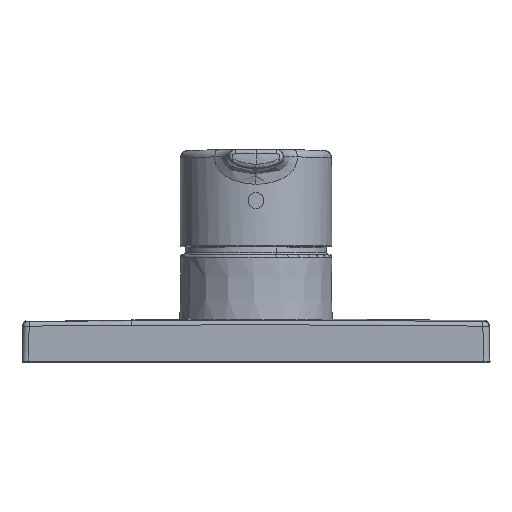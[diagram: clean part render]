
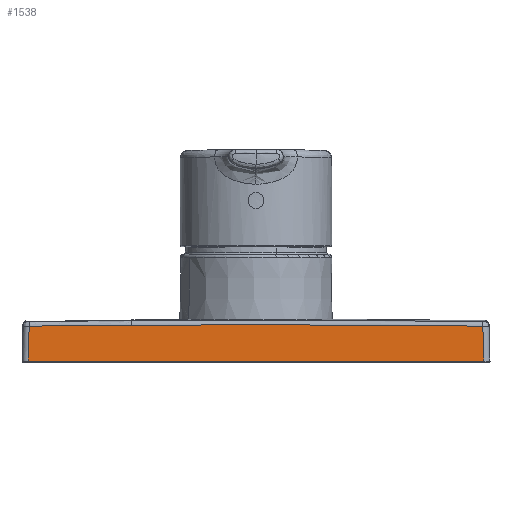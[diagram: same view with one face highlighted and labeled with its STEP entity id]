
A CAD part, front view. The second image highlights one B-rep face of the part: STEP entity #1538.
In plain terms, the highlighted planar face has unit normal (0, -1, 0.026).
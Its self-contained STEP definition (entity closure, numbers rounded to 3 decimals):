
#57 = VERTEX_POINT ( 'NONE', #4468 ) ;
#91 = CARTESIAN_POINT ( 'NONE',  ( 388.833, 449.081, 784.05 ) ) ;
#109 = DIRECTION ( 'NONE',  ( -1., 0., 0. ) ) ;
#532 = AXIS2_PLACEMENT_3D ( 'NONE', #3452, #3711, #109 ) ;
#667 = EDGE_CURVE ( 'NONE', #57, #928, #3771, .T. ) ;
#699 = CARTESIAN_POINT ( 'NONE',  ( 461.673, 449.227, 789.648 ) ) ;
#928 = VERTEX_POINT ( 'NONE', #7699 ) ;
#1174 = VECTOR ( 'NONE', #4778, 1000. ) ;
#1203 = VERTEX_POINT ( 'NONE', #7444 ) ;
#1538 = ADVANCED_FACE ( 'NONE', ( #5022 ), #4904, .T. ) ;
#1571 = ORIENTED_EDGE ( 'NONE', *, *, #5031, .F. ) ;
#1664 = VECTOR ( 'NONE', #4407, 1000. ) ;
#1763 = DIRECTION ( 'NONE',  ( 0., 1., -0.026 ) ) ;
#2375 = VERTEX_POINT ( 'NONE', #7991 ) ;
#2807 = CIRCLE ( 'NONE', #7272, 6394.014 ) ;
#3178 = DIRECTION ( 'NONE',  ( 0., 1., -0.026 ) ) ;
#3447 = ORIENTED_EDGE ( 'NONE', *, *, #4822, .F. ) ;
#3452 = CARTESIAN_POINT ( 'NONE',  ( 388.833, 449.067, 783.537 ) ) ;
#3711 = DIRECTION ( 'NONE',  ( 0., -1., 0.026 ) ) ;
#3771 = LINE ( 'NONE', #5681, #1174 ) ;
#3820 = EDGE_LOOP ( 'NONE', ( #4795, #1571, #4695, #3447, #6726 ) ) ;
#4026 = CARTESIAN_POINT ( 'NONE',  ( 461.527, 449.374, 795.245 ) ) ;
#4407 = DIRECTION ( 'NONE',  ( 0.026, -0.026, -0.999 ) ) ;
#4435 = DIRECTION ( 'NONE',  ( -1., 0., 0. ) ) ;
#4468 = CARTESIAN_POINT ( 'NONE',  ( 315.845, 449.081, 784.05 ) ) ;
#4695 = ORIENTED_EDGE ( 'NONE', *, *, #6002, .F. ) ;
#4778 = DIRECTION ( 'NONE',  ( 0.026, 0.026, 0.999 ) ) ;
#4795 = ORIENTED_EDGE ( 'NONE', *, *, #5889, .F. ) ;
#4822 = EDGE_CURVE ( 'NONE', #928, #1203, #7337, .T. ) ;
#4904 = PLANE ( 'NONE',  #532 ) ;
#5022 = FACE_OUTER_BOUND ( 'NONE', #3820, .T. ) ;
#5031 = EDGE_CURVE ( 'NONE', #5309, #2375, #7541, .T. ) ;
#5309 = VERTEX_POINT ( 'NONE', #4026 ) ;
#5358 = AXIS2_PLACEMENT_3D ( 'NONE', #5429, #1763, #6056 ) ;
#5429 = CARTESIAN_POINT ( 'NONE',  ( 388.833, 282.01, -5596.128 ) ) ;
#5681 = CARTESIAN_POINT ( 'NONE',  ( 315.992, 449.227, 789.648 ) ) ;
#5889 = EDGE_CURVE ( 'NONE', #2375, #57, #6479, .T. ) ;
#6002 = EDGE_CURVE ( 'NONE', #1203, #5309, #2807, .T. ) ;
#6056 = DIRECTION ( 'NONE',  ( -0.011, 0.026, 1. ) ) ;
#6479 = LINE ( 'NONE', #91, #7163 ) ;
#6726 = ORIENTED_EDGE ( 'NONE', *, *, #667, .F. ) ;
#6873 = CARTESIAN_POINT ( 'NONE',  ( 388.833, 282.009, -5596.165 ) ) ;
#7163 = VECTOR ( 'NONE', #4435, 1000. ) ;
#7272 = AXIS2_PLACEMENT_3D ( 'NONE', #6873, #3178, #7512 ) ;
#7337 = CIRCLE ( 'NONE', #5358, 6393.977 ) ;
#7444 = CARTESIAN_POINT ( 'NONE',  ( 348.851, 449.381, 795.533 ) ) ;
#7512 = DIRECTION ( 'NONE',  ( -0.006, 0.026, 1. ) ) ;
#7541 = LINE ( 'NONE', #699, #1664 ) ;
#7699 = CARTESIAN_POINT ( 'NONE',  ( 316.139, 449.374, 795.245 ) ) ;
#7991 = CARTESIAN_POINT ( 'NONE',  ( 461.82, 449.081, 784.05 ) ) ;
